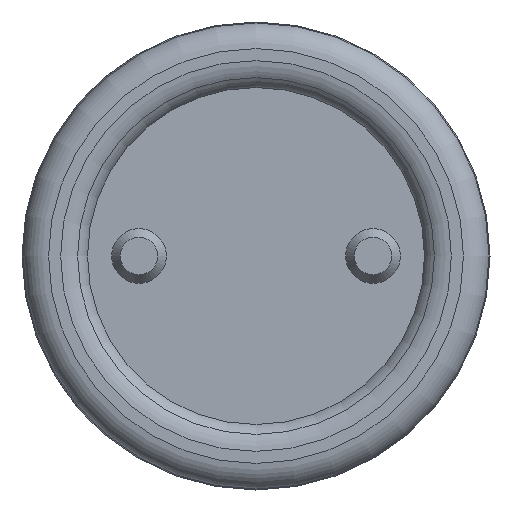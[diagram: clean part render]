
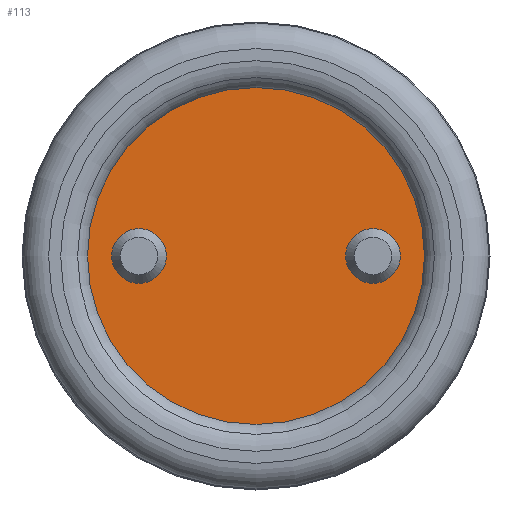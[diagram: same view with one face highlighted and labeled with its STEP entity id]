
A CAD part, front view. The second image highlights one B-rep face of the part: STEP entity #113.
In plain terms, the highlighted planar face has unit normal (0, -1, 0).
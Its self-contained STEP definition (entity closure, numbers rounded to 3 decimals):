
#113=ADVANCED_FACE('3:3606',(#163,#164,#165),#166,.T.);
#163=FACE_BOUND('',#227,.T.);
#164=FACE_BOUND('',#228,.T.);
#165=FACE_OUTER_BOUND('',#229,.T.);
#166=PLANE('',#230);
#227=EDGE_LOOP('',(#318));
#228=EDGE_LOOP('',(#319));
#229=EDGE_LOOP('',(#320));
#230=AXIS2_PLACEMENT_3D('',#321,#322,#323);
#318=ORIENTED_EDGE('',*,*,#360,.T.);
#319=ORIENTED_EDGE('',*,*,#363,.T.);
#320=ORIENTED_EDGE('',*,*,#374,.T.);
#321=CARTESIAN_POINT('',(0.,0.3,0.0));
#322=DIRECTION('',(0.,-1.0,0.0));
#323=DIRECTION('',(-1.0,0.,0.0));
#360=EDGE_CURVE('1:7454',#386,#386,#387,.T.);
#363=EDGE_CURVE('1:7410',#392,#392,#393,.T.);
#374=EDGE_CURVE('4:286',#414,#414,#415,.T.);
#386=VERTEX_POINT('',#427);
#387=CIRCLE('',#428,0.585);
#392=VERTEX_POINT('',#433);
#393=CIRCLE('',#434,0.585);
#414=VERTEX_POINT('NONE',#455);
#415=CIRCLE('',#456,3.6);
#427=CARTESIAN_POINT('',(3.085,0.3,0.0));
#428=AXIS2_PLACEMENT_3D('',#471,#472,#473);
#433=CARTESIAN_POINT('',(-3.085,0.3,0.0));
#434=AXIS2_PLACEMENT_3D('',#480,#481,#482);
#455=CARTESIAN_POINT('',(3.6,0.3,0.0));
#456=AXIS2_PLACEMENT_3D('',#513,#514,#515);
#471=CARTESIAN_POINT('',(2.5,0.3,0.0));
#472=DIRECTION('',(0.,1.0,0.0));
#473=DIRECTION('',(0.0,-0.0,-1.0));
#480=CARTESIAN_POINT('',(-2.5,0.3,0.0));
#481=DIRECTION('',(0.,1.0,0.0));
#482=DIRECTION('',(0.0,-0.0,-1.0));
#513=CARTESIAN_POINT('',(0.,0.3,0.0));
#514=DIRECTION('',(0.,-1.0,0.0));
#515=DIRECTION('',(1.0,0.,0.0));
